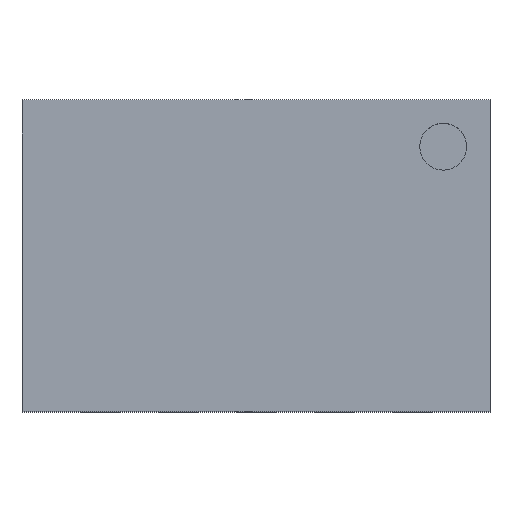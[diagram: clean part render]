
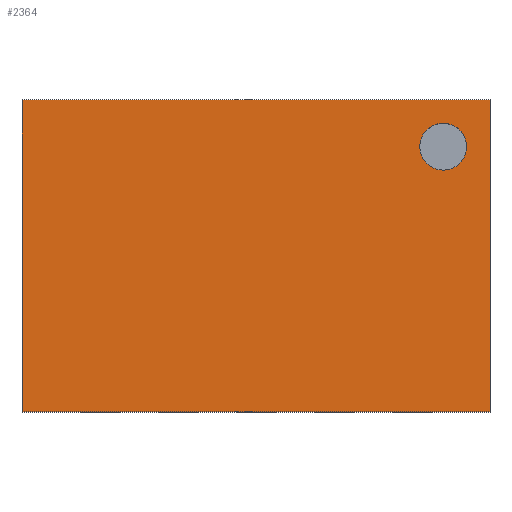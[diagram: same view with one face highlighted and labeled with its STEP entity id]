
A CAD part, top view. The second image highlights one B-rep face of the part: STEP entity #2364.
In plain terms, the highlighted planar face has unit normal (0, 0, 1).
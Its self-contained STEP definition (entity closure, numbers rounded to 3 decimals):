
#71 = ORIENTED_EDGE ( 'NONE', *, *, #1996, .T. ) ;
#72 = EDGE_LOOP ( 'NONE', ( #1962, #1889, #1171, #453 ) ) ;
#109 = DIRECTION ( 'NONE',  ( 1., 0., 0. ) ) ;
#208 = VECTOR ( 'NONE', #2242, 1000. ) ;
#260 = LINE ( 'NONE', #1851, #208 ) ;
#271 = EDGE_CURVE ( 'NONE', #1661, #772, #1032, .T. ) ;
#309 = VERTEX_POINT ( 'NONE', #747 ) ;
#335 = ORIENTED_EDGE ( 'NONE', *, *, #271, .T. ) ;
#389 = EDGE_CURVE ( 'NONE', #1540, #309, #468, .T. ) ;
#453 = ORIENTED_EDGE ( 'NONE', *, *, #389, .F. ) ;
#468 = LINE ( 'NONE', #638, #1471 ) ;
#497 = FACE_OUTER_BOUND ( 'NONE', #72, .T. ) ;
#536 = CARTESIAN_POINT ( 'NONE',  ( -1.5, -1., 0.8 ) ) ;
#563 = AXIS2_PLACEMENT_3D ( 'NONE', #1027, #830, #109 ) ;
#638 = CARTESIAN_POINT ( 'NONE',  ( -1.5, -1., 0.8 ) ) ;
#700 = CARTESIAN_POINT ( 'NONE',  ( 1.2, 0.7, 0.8 ) ) ;
#715 = CARTESIAN_POINT ( 'NONE',  ( 1.5, 1., 0.8 ) ) ;
#742 = AXIS2_PLACEMENT_3D ( 'NONE', #1284, #1090, #1509 ) ;
#747 = CARTESIAN_POINT ( 'NONE',  ( -1.5, 1., 0.8 ) ) ;
#772 = VERTEX_POINT ( 'NONE', #1762 ) ;
#789 = VERTEX_POINT ( 'NONE', #1973 ) ;
#821 = VECTOR ( 'NONE', #1426, 1000. ) ;
#830 = DIRECTION ( 'NONE',  ( 0., 0., 1. ) ) ;
#941 = VERTEX_POINT ( 'NONE', #1483 ) ;
#964 = VECTOR ( 'NONE', #1075, 1000. ) ;
#997 = DIRECTION ( 'NONE',  ( 0., 1., 0. ) ) ;
#1027 = CARTESIAN_POINT ( 'NONE',  ( 0., 0., 0.8 ) ) ;
#1032 = CIRCLE ( 'NONE', #742, 0.15 ) ;
#1072 = CIRCLE ( 'NONE', #1582, 0.15 ) ;
#1075 = DIRECTION ( 'NONE',  ( -1., 0., 0. ) ) ;
#1080 = EDGE_CURVE ( 'NONE', #309, #789, #260, .T. ) ;
#1090 = DIRECTION ( 'NONE',  ( 0., 0., -1. ) ) ;
#1171 = ORIENTED_EDGE ( 'NONE', *, *, #1080, .F. ) ;
#1236 = EDGE_LOOP ( 'NONE', ( #335, #71 ) ) ;
#1284 = CARTESIAN_POINT ( 'NONE',  ( 1.2, 0.7, 0.8 ) ) ;
#1423 = DIRECTION ( 'NONE',  ( -1., 0., 0. ) ) ;
#1426 = DIRECTION ( 'NONE',  ( 0., -1., 0. ) ) ;
#1471 = VECTOR ( 'NONE', #997, 1000. ) ;
#1483 = CARTESIAN_POINT ( 'NONE',  ( 1.5, -1., 0.8 ) ) ;
#1492 = EDGE_CURVE ( 'NONE', #941, #1540, #2103, .T. ) ;
#1509 = DIRECTION ( 'NONE',  ( -1., 0., 0. ) ) ;
#1540 = VERTEX_POINT ( 'NONE', #536 ) ;
#1557 = PLANE ( 'NONE',  #563 ) ;
#1582 = AXIS2_PLACEMENT_3D ( 'NONE', #700, #2126, #1423 ) ;
#1588 = EDGE_CURVE ( 'NONE', #789, #941, #1811, .T. ) ;
#1661 = VERTEX_POINT ( 'NONE', #1668 ) ;
#1668 = CARTESIAN_POINT ( 'NONE',  ( 1.05, 0.7, 0.8 ) ) ;
#1762 = CARTESIAN_POINT ( 'NONE',  ( 1.35, 0.7, 0.8 ) ) ;
#1811 = LINE ( 'NONE', #715, #821 ) ;
#1851 = CARTESIAN_POINT ( 'NONE',  ( -1.5, 1., 0.8 ) ) ;
#1889 = ORIENTED_EDGE ( 'NONE', *, *, #1588, .F. ) ;
#1928 = CARTESIAN_POINT ( 'NONE',  ( 1.5, -1., 0.8 ) ) ;
#1962 = ORIENTED_EDGE ( 'NONE', *, *, #1492, .F. ) ;
#1973 = CARTESIAN_POINT ( 'NONE',  ( 1.5, 1., 0.8 ) ) ;
#1996 = EDGE_CURVE ( 'NONE', #772, #1661, #1072, .T. ) ;
#2103 = LINE ( 'NONE', #1928, #964 ) ;
#2126 = DIRECTION ( 'NONE',  ( 0., 0., -1. ) ) ;
#2242 = DIRECTION ( 'NONE',  ( 1., 0., 0. ) ) ;
#2290 = FACE_BOUND ( 'NONE', #1236, .T. ) ;
#2364 = ADVANCED_FACE ( 'NONE', ( #2290, #497 ), #1557, .T. ) ;
